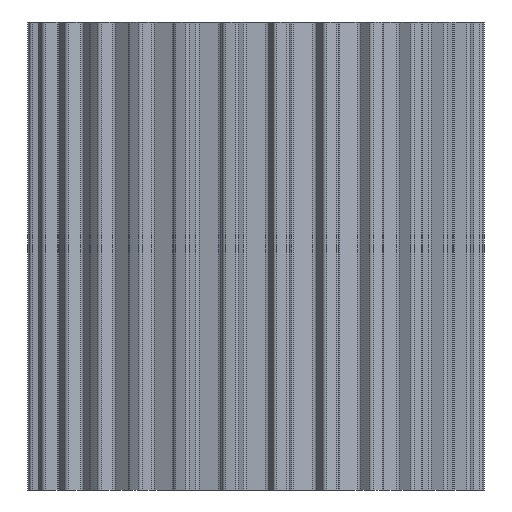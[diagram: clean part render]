
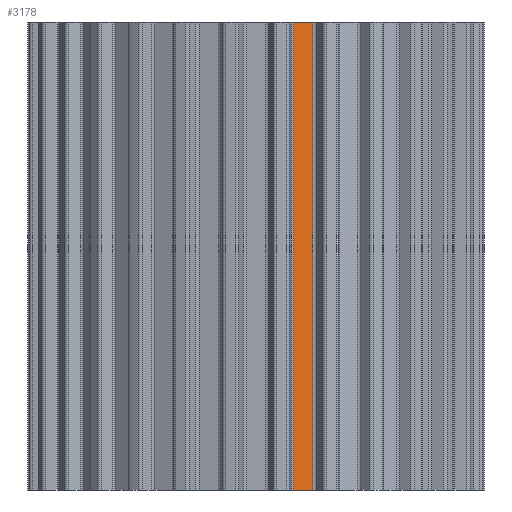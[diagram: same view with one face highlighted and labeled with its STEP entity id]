
A CAD part, front view. The second image highlights one B-rep face of the part: STEP entity #3178.
In plain terms, the highlighted planar face has unit normal (0.223, -0.975, 0).
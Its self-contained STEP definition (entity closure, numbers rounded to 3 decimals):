
#817 = CARTESIAN_POINT ( 'NONE',  ( 2.188, -7.881, 3.302 ) ) ;
#820 = CARTESIAN_POINT ( 'NONE',  ( 1.448, -8.05, 3.302 ) ) ;
#1181 = AXIS2_PLACEMENT_3D ( 'NONE', #4417, #4421, #4422 ) ;
#1986 = EDGE_LOOP ( 'NONE', ( #2395, #2396, #2397, #2398 ) ) ;
#2395 = ORIENTED_EDGE ( 'NONE', *, *, #6434, .T. ) ;
#2396 = ORIENTED_EDGE ( 'NONE', *, *, #6653, .F. ) ;
#2397 = ORIENTED_EDGE ( 'NONE', *, *, #6528, .T. ) ;
#2398 = ORIENTED_EDGE ( 'NONE', *, *, #6654, .T. ) ;
#2605 = VERTEX_POINT ( 'NONE', #817 ) ;
#2608 = VERTEX_POINT ( 'NONE', #820 ) ;
#2967 = VERTEX_POINT ( 'NONE', #4015 ) ;
#2968 = VERTEX_POINT ( 'NONE', #4016 ) ;
#3178 = ADVANCED_FACE ( 'NONE', ( #3875 ), #4419, .T. ) ;
#3875 = FACE_OUTER_BOUND ( 'NONE', #1986, .T. ) ;
#4015 = CARTESIAN_POINT ( 'NONE',  ( 1.448, -8.05, -14.698 ) ) ;
#4016 = CARTESIAN_POINT ( 'NONE',  ( 2.188, -7.881, -14.698 ) ) ;
#4417 = CARTESIAN_POINT ( 'NONE',  ( 2.188, -7.881, 3.302 ) ) ;
#4419 = PLANE ( 'NONE',  #1181 ) ;
#4421 = DIRECTION ( 'NONE',  ( 0.223, -0.975, 0. ) ) ;
#4422 = DIRECTION ( 'NONE',  ( 0., 0., 1. ) ) ;
#5239 = LINE ( 'NONE', #5656, #5243 ) ;
#5243 = VECTOR ( 'NONE', #5655, 1000. ) ;
#5370 = LINE ( 'NONE', #5898, #5372 ) ;
#5372 = VECTOR ( 'NONE', #5899, 1000. ) ;
#5655 = DIRECTION ( 'NONE',  ( 0.975, 0.223, 0. ) ) ;
#5656 = CARTESIAN_POINT ( 'NONE',  ( 1.818, -7.965, -14.698 ) ) ;
#5898 = CARTESIAN_POINT ( 'NONE',  ( 2.188, -7.881, 3.302 ) ) ;
#5899 = DIRECTION ( 'NONE',  ( -0.975, -0.223, 0. ) ) ;
#6434 = EDGE_CURVE ( 'NONE', #2967, #2968, #5239, .T. ) ;
#6528 = EDGE_CURVE ( 'NONE', #2605, #2608, #5370, .T. ) ;
#6653 = EDGE_CURVE ( 'NONE', #2605, #2968, #7342, .T. ) ;
#6654 = EDGE_CURVE ( 'NONE', #2608, #2967, #7344, .T. ) ;
#7212 = CARTESIAN_POINT ( 'NONE',  ( 2.188, -7.881, 3.302 ) ) ;
#7213 = DIRECTION ( 'NONE',  ( 0., 0., -1. ) ) ;
#7214 = CARTESIAN_POINT ( 'NONE',  ( 1.448, -8.05, 3.302 ) ) ;
#7215 = DIRECTION ( 'NONE',  ( 0., 0., -1. ) ) ;
#7342 = LINE ( 'NONE', #7212, #7345 ) ;
#7344 = LINE ( 'NONE', #7214, #7347 ) ;
#7345 = VECTOR ( 'NONE', #7213, 1000. ) ;
#7347 = VECTOR ( 'NONE', #7215, 1000. ) ;
